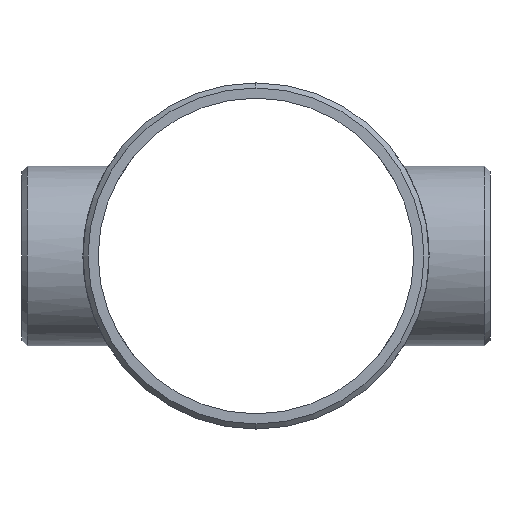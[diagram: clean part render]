
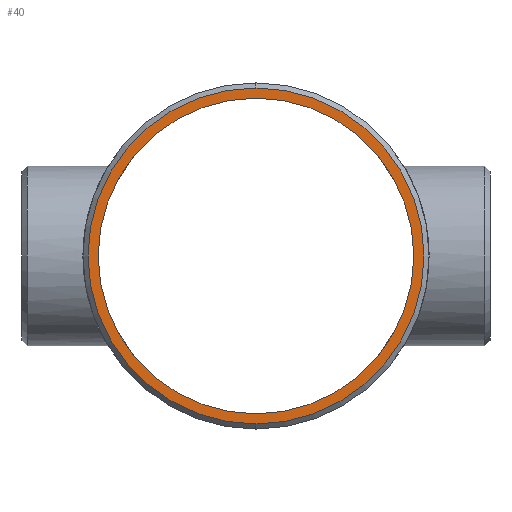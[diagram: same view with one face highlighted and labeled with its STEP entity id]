
A CAD part, left-side view. The second image highlights one B-rep face of the part: STEP entity #40.
In plain terms, the highlighted planar face has unit normal (-1, 0, 0).
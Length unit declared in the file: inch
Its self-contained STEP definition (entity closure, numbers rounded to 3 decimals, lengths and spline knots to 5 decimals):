
#16 = PLANE ( 'NONE',  #283 ) ;
#22 = AXIS2_PLACEMENT_3D ( 'NONE', #681, #985, #567 ) ;
#37 = CARTESIAN_POINT ( 'NONE',  ( -10., 0., 5.813 ) ) ;
#38 = ORIENTED_EDGE ( 'NONE', *, *, #1115, .T. ) ;
#40 = ADVANCED_FACE ( 'NONE', ( #1275, #550 ), #16, .T. ) ;
#41 = CARTESIAN_POINT ( 'NONE',  ( -10., 0., 0. ) ) ;
#197 = DIRECTION ( 'NONE',  ( 0., 0., 1. ) ) ;
#199 = CARTESIAN_POINT ( 'NONE',  ( -10., 0., -6.18767 ) ) ;
#228 = CARTESIAN_POINT ( 'NONE',  ( -10., 0., 0. ) ) ;
#233 = DIRECTION ( 'NONE',  ( 0., 0., -1. ) ) ;
#247 = CIRCLE ( 'NONE', #825, 6.18767 ) ;
#283 = AXIS2_PLACEMENT_3D ( 'NONE', #439, #339, #233 ) ;
#295 = VERTEX_POINT ( 'NONE', #37 ) ;
#339 = DIRECTION ( 'NONE',  ( -1., 0., 0. ) ) ;
#370 = CARTESIAN_POINT ( 'NONE',  ( -10., 0., 6.18767 ) ) ;
#423 = DIRECTION ( 'NONE',  ( -1., 0., 0. ) ) ;
#439 = CARTESIAN_POINT ( 'NONE',  ( -10., 0., 0. ) ) ;
#442 = CIRCLE ( 'NONE', #1169, 5.813 ) ;
#450 = DIRECTION ( 'NONE',  ( -1., 0., 0. ) ) ;
#500 = CARTESIAN_POINT ( 'NONE',  ( -10., 0., 0. ) ) ;
#507 = DIRECTION ( 'NONE',  ( 1., 0., 0. ) ) ;
#530 = DIRECTION ( 'NONE',  ( 0., 0., 1. ) ) ;
#550 = FACE_BOUND ( 'NONE', #694, .T. ) ;
#567 = DIRECTION ( 'NONE',  ( 0., 0., 1. ) ) ;
#585 = EDGE_LOOP ( 'NONE', ( #1075, #1336 ) ) ;
#665 = AXIS2_PLACEMENT_3D ( 'NONE', #41, #450, #754 ) ;
#681 = CARTESIAN_POINT ( 'NONE',  ( -10., 0., 0. ) ) ;
#694 = EDGE_LOOP ( 'NONE', ( #1170, #38 ) ) ;
#736 = EDGE_CURVE ( 'NONE', #1293, #851, #884, .T. ) ;
#754 = DIRECTION ( 'NONE',  ( 0., 0., 1. ) ) ;
#771 = EDGE_CURVE ( 'NONE', #295, #1247, #845, .T. ) ;
#825 = AXIS2_PLACEMENT_3D ( 'NONE', #228, #423, #530 ) ;
#835 = CARTESIAN_POINT ( 'NONE',  ( -10., 0., -5.813 ) ) ;
#845 = CIRCLE ( 'NONE', #22, 5.813 ) ;
#851 = VERTEX_POINT ( 'NONE', #370 ) ;
#884 = CIRCLE ( 'NONE', #665, 6.18767 ) ;
#985 = DIRECTION ( 'NONE',  ( 1., 0., 0. ) ) ;
#1075 = ORIENTED_EDGE ( 'NONE', *, *, #736, .T. ) ;
#1115 = EDGE_CURVE ( 'NONE', #1247, #295, #442, .T. ) ;
#1169 = AXIS2_PLACEMENT_3D ( 'NONE', #500, #507, #197 ) ;
#1170 = ORIENTED_EDGE ( 'NONE', *, *, #771, .T. ) ;
#1247 = VERTEX_POINT ( 'NONE', #835 ) ;
#1275 = FACE_OUTER_BOUND ( 'NONE', #585, .T. ) ;
#1293 = VERTEX_POINT ( 'NONE', #199 ) ;
#1336 = ORIENTED_EDGE ( 'NONE', *, *, #1364, .T. ) ;
#1364 = EDGE_CURVE ( 'NONE', #851, #1293, #247, .T. ) ;
